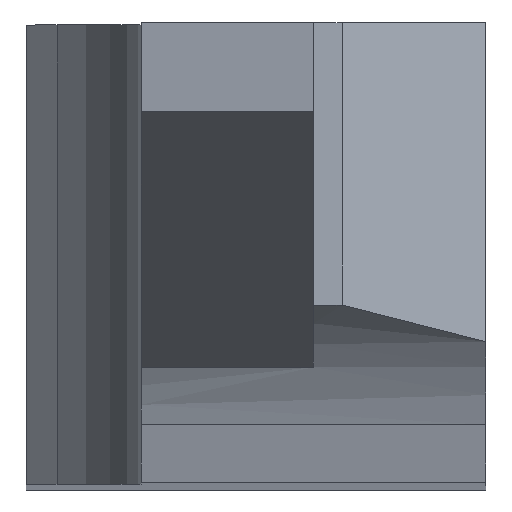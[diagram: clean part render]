
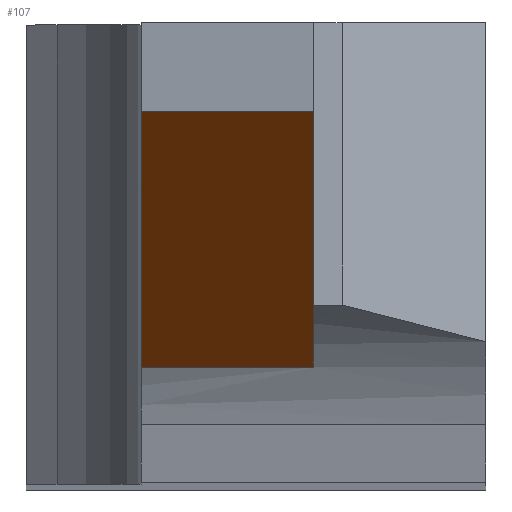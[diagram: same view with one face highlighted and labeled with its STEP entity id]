
A CAD part, top view. The second image highlights one B-rep face of the part: STEP entity #107.
In plain terms, the highlighted planar face has unit normal (0, -0.819, 0.574).
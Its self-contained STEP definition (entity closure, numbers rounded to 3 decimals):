
#10 = EDGE_CURVE ( 'Defeature ausgef�hrt2_25+Defeature ausgef�hrt2_24+Defeature ausgef�hrt2_19+Defeature ausgef�hrt2_26', #966, #894, #880, .T. ) ;
#22 = CARTESIAN_POINT ( 'NONE',  ( -3., 2., -1.554 ) ) ;
#48 = EDGE_CURVE ( 'Defeature ausgef�hrt2_25+Defeature ausgef�hrt2_19+Defeature ausgef�hrt2_0+Defeature ausgef�hrt2_24', #1154, #966, #1217, .T. ) ;
#62 = CARTESIAN_POINT ( 'NONE',  ( -3., 6.435, 4.78 ) ) ;
#107 = ADVANCED_FACE ( 'Defeature ausgef�hrt2_25', ( #1033 ), #342, .T. ) ;
#154 = DIRECTION ( 'NONE',  ( 0., 0.574, 0.819 ) ) ;
#214 = VECTOR ( 'NONE', #562, 1000. ) ;
#225 = DIRECTION ( 'NONE',  ( -1., 0., 0. ) ) ;
#310 = VECTOR ( 'NONE', #1262, 1000. ) ;
#319 = ORIENTED_EDGE ( 'NONE', *, *, #1239, .T. ) ;
#342 = PLANE ( 'NONE',  #1268 ) ;
#355 = ORIENTED_EDGE ( 'NONE', *, *, #48, .T. ) ;
#393 = ORIENTED_EDGE ( 'NONE', *, *, #805, .F. ) ;
#447 = LINE ( 'NONE', #832, #1025 ) ;
#456 = CARTESIAN_POINT ( 'NONE',  ( -3., 6.435, 4.78 ) ) ;
#463 = VECTOR ( 'NONE', #627, 1000. ) ;
#482 = EDGE_LOOP ( 'NONE', ( #552, #393, #319, #355, #935 ) ) ;
#492 = CARTESIAN_POINT ( 'NONE',  ( -3., 6.435, 4.78 ) ) ;
#525 = DIRECTION ( 'NONE',  ( 0., -0.819, 0.574 ) ) ;
#552 = ORIENTED_EDGE ( 'NONE', *, *, #1349, .F. ) ;
#562 = DIRECTION ( 'NONE',  ( 0., 0.574, 0.819 ) ) ;
#616 = LINE ( 'NONE', #492, #310 ) ;
#627 = DIRECTION ( 'NONE',  ( -1., 0., 0. ) ) ;
#750 = LINE ( 'NONE', #22, #463 ) ;
#805 = EDGE_CURVE ( 'Defeature ausgef�hrt2_15+Defeature ausgef�hrt2_25+Defeature ausgef�hrt2_0+Defeature ausgef�hrt2_10', #867, #917, #750, .T. ) ;
#832 = CARTESIAN_POINT ( 'NONE',  ( -6., 6.435, 4.78 ) ) ;
#867 = VERTEX_POINT ( 'NONE', #1381 ) ;
#880 = LINE ( 'NONE', #897, #1265 ) ;
#894 = VERTEX_POINT ( 'NONE', #1135 ) ;
#897 = CARTESIAN_POINT ( 'NONE',  ( -3., 6.435, 4.78 ) ) ;
#917 = VERTEX_POINT ( 'NONE', #1282 ) ;
#935 = ORIENTED_EDGE ( 'NONE', *, *, #10, .T. ) ;
#966 = VERTEX_POINT ( 'NONE', #62 ) ;
#1025 = VECTOR ( 'NONE', #154, 1000. ) ;
#1033 = FACE_OUTER_BOUND ( 'NONE', #482, .T. ) ;
#1135 = CARTESIAN_POINT ( 'NONE',  ( -6., 6.435, 4.78 ) ) ;
#1154 = VERTEX_POINT ( 'NONE', #1340 ) ;
#1177 = CARTESIAN_POINT ( 'NONE',  ( -3., 6.435, 4.78 ) ) ;
#1217 = LINE ( 'NONE', #456, #214 ) ;
#1239 = EDGE_CURVE ( 'Defeature ausgef�hrt2_25+Defeature ausgef�hrt2_0+Defeature ausgef�hrt2_15+Defeature ausgef�hrt2_19', #867, #1154, #616, .T. ) ;
#1262 = DIRECTION ( 'NONE',  ( 0., 0.574, 0.819 ) ) ;
#1265 = VECTOR ( 'NONE', #225, 1000. ) ;
#1268 = AXIS2_PLACEMENT_3D ( 'NONE', #1177, #525, #1287 ) ;
#1282 = CARTESIAN_POINT ( 'NONE',  ( -6., 2., -1.554 ) ) ;
#1287 = DIRECTION ( 'NONE',  ( 0., 0.574, 0.819 ) ) ;
#1340 = CARTESIAN_POINT ( 'NONE',  ( -3., 3.088, 0. ) ) ;
#1349 = EDGE_CURVE ( 'Defeature ausgef�hrt2_26+Defeature ausgef�hrt2_25+Defeature ausgef�hrt2_10+Defeature ausgef�hrt2_24', #917, #894, #447, .T. ) ;
#1381 = CARTESIAN_POINT ( 'NONE',  ( -3., 2., -1.554 ) ) ;
